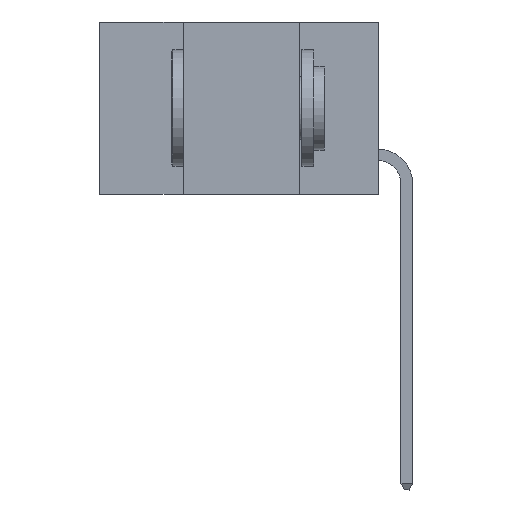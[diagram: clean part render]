
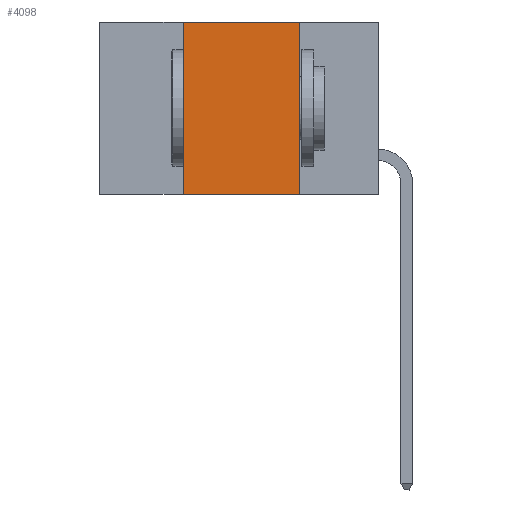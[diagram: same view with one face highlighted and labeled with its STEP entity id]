
A CAD part, left-side view. The second image highlights one B-rep face of the part: STEP entity #4098.
In plain terms, the highlighted planar face has unit normal (-1, 0, 0).
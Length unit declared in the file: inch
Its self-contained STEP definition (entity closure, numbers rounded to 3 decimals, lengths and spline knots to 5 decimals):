
#78 = CARTESIAN_POINT ( 'NONE',  ( 0., 0.17, 0. ) ) ;
#563 = VERTEX_POINT ( 'NONE', #6836 ) ;
#588 = CARTESIAN_POINT ( 'NONE',  ( 0., 0.6, 0. ) ) ;
#871 = EDGE_CURVE ( 'NONE', #4099, #12676, #12803, .T. ) ;
#1213 = DIRECTION ( 'NONE',  ( 0., 0., -1. ) ) ;
#1496 = ORIENTED_EDGE ( 'NONE', *, *, #871, .F. ) ;
#1539 = ORIENTED_EDGE ( 'NONE', *, *, #11158, .F. ) ;
#1586 = ORIENTED_EDGE ( 'NONE', *, *, #3176, .F. ) ;
#1638 = ORIENTED_EDGE ( 'NONE', *, *, #4042, .T. ) ;
#1797 = CARTESIAN_POINT ( 'NONE',  ( 0., 0.42, -0.37 ) ) ;
#1827 = PLANE ( 'NONE',  #9402 ) ;
#1891 = LINE ( 'NONE', #10509, #8010 ) ;
#2352 = DIRECTION ( 'NONE',  ( 1., 0., 0. ) ) ;
#2704 = VERTEX_POINT ( 'NONE', #1797 ) ;
#2884 = CARTESIAN_POINT ( 'NONE',  ( 0., 0.17, 0. ) ) ;
#3090 = CARTESIAN_POINT ( 'NONE',  ( 0., 0.6, 0. ) ) ;
#3157 = DIRECTION ( 'NONE',  ( 0., 0., -1. ) ) ;
#3176 = EDGE_CURVE ( 'NONE', #2704, #563, #1891, .T. ) ;
#4042 = EDGE_CURVE ( 'NONE', #2704, #12676, #9045, .T. ) ;
#4081 = VECTOR ( 'NONE', #3157, 39.37008 ) ;
#4098 = ADVANCED_FACE ( 'NONE', ( #4986 ), #1827, .F. ) ;
#4099 = VERTEX_POINT ( 'NONE', #78 ) ;
#4791 = VECTOR ( 'NONE', #10953, 39.37008 ) ;
#4986 = FACE_OUTER_BOUND ( 'NONE', #14030, .T. ) ;
#5392 = DIRECTION ( 'NONE',  ( 0., -1., 0. ) ) ;
#5448 = CARTESIAN_POINT ( 'NONE',  ( 0., 0.6, -0.37 ) ) ;
#6836 = CARTESIAN_POINT ( 'NONE',  ( 0., 0.42, 0. ) ) ;
#7462 = LINE ( 'NONE', #3090, #4791 ) ;
#8010 = VECTOR ( 'NONE', #10043, 39.37008 ) ;
#8706 = VECTOR ( 'NONE', #5392, 39.37008 ) ;
#9045 = LINE ( 'NONE', #5448, #8706 ) ;
#9402 = AXIS2_PLACEMENT_3D ( 'NONE', #588, #2352, #1213 ) ;
#10043 = DIRECTION ( 'NONE',  ( 0., 0., 1. ) ) ;
#10509 = CARTESIAN_POINT ( 'NONE',  ( 0., 0.42, 0. ) ) ;
#10953 = DIRECTION ( 'NONE',  ( 0., -1., 0. ) ) ;
#11158 = EDGE_CURVE ( 'NONE', #563, #4099, #7462, .T. ) ;
#12676 = VERTEX_POINT ( 'NONE', #13422 ) ;
#12803 = LINE ( 'NONE', #2884, #4081 ) ;
#13422 = CARTESIAN_POINT ( 'NONE',  ( 0., 0.17, -0.37 ) ) ;
#14030 = EDGE_LOOP ( 'NONE', ( #1496, #1539, #1586, #1638 ) ) ;
